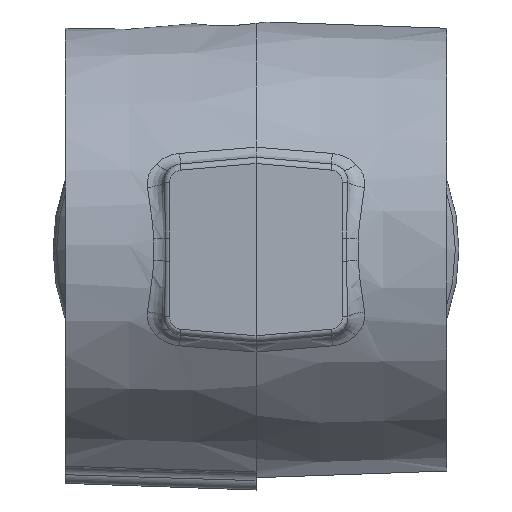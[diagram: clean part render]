
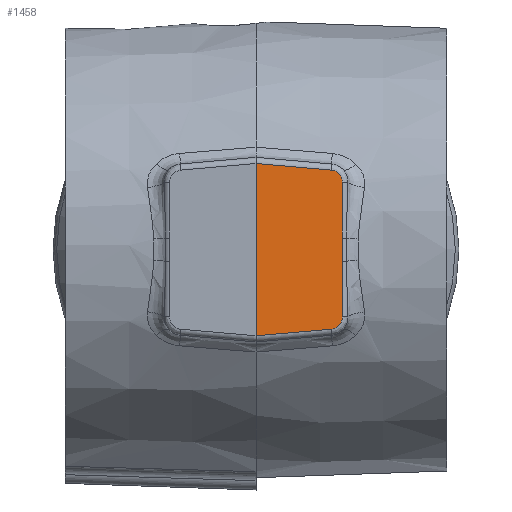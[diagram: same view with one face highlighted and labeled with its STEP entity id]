
A CAD part, left-side view. The second image highlights one B-rep face of the part: STEP entity #1458.
In plain terms, the highlighted planar face has unit normal (-0.999, -0.035, 0).
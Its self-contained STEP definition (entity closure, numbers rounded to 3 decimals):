
#282 = EDGE_CURVE ( 'NONE', #17516, #14664, #15074, .T. ) ;
#358 = EDGE_CURVE ( 'NONE', #3119, #17516, #6675, .T. ) ;
#449 = CARTESIAN_POINT ( 'NONE',  ( -38., 1.5, 0. ) ) ;
#751 = ORIENTED_EDGE ( 'NONE', *, *, #9586, .T. ) ;
#776 = CARTESIAN_POINT ( 'NONE',  ( -38., 1.5, 13.999 ) ) ;
#825 = CARTESIAN_POINT ( 'NONE',  ( -37.51, -12.535, 10.939 ) ) ;
#903 = VERTEX_POINT ( 'NONE', #4991 ) ;
#1129 = CARTESIAN_POINT ( 'NONE',  ( -37.51, -12.535, 10.939 ) ) ;
#1310 = CARTESIAN_POINT ( 'NONE',  ( -37.548, -11.44, -12.774 ) ) ;
#1311 = EDGE_CURVE ( 'NONE', #16118, #10708, #15210, .T. ) ;
#1458 = ADVANCED_FACE ( 'NONE', ( #7318 ), #7400, .T. ) ;
#2110 = ORIENTED_EDGE ( 'NONE', *, *, #8049, .T. ) ;
#2177 = CARTESIAN_POINT ( 'NONE',  ( -38., 1.5, -13.999 ) ) ;
#2595 = CARTESIAN_POINT ( 'NONE',  ( -37.513, -12.442, -11.68 ) ) ;
#2598 = CARTESIAN_POINT ( 'NONE',  ( -37.51, -12.535, 11.186 ) ) ;
#2626 = EDGE_LOOP ( 'NONE', ( #2110, #751, #9858, #10255, #12872, #9924, #2739, #3974 ) ) ;
#2666 = CARTESIAN_POINT ( 'NONE',  ( -37.51, -12.535, -7.918 ) ) ;
#2739 = ORIENTED_EDGE ( 'NONE', *, *, #358, .T. ) ;
#2742 = CARTESIAN_POINT ( 'NONE',  ( -37.574, -10.709, 12.931 ) ) ;
#3119 = VERTEX_POINT ( 'NONE', #5405 ) ;
#3974 = ORIENTED_EDGE ( 'NONE', *, *, #282, .T. ) ;
#4599 = VECTOR ( 'NONE', #7473, 1000. ) ;
#4929 = CARTESIAN_POINT ( 'NONE',  ( -38., 1.5, -13.999 ) ) ;
#4991 = CARTESIAN_POINT ( 'NONE',  ( -37.51, -12.535, -10.939 ) ) ;
#5134 = CARTESIAN_POINT ( 'NONE',  ( -37.51, -12.535, -10.939 ) ) ;
#5270 = EDGE_CURVE ( 'NONE', #16118, #3119, #9705, .T. ) ;
#5303 = DIRECTION ( 'NONE',  ( -0.035, 0.996, 0.087 ) ) ;
#5399 = CARTESIAN_POINT ( 'NONE',  ( -38., 1.5, 13.999 ) ) ;
#5405 = CARTESIAN_POINT ( 'NONE',  ( -37.574, -10.709, 12.931 ) ) ;
#5502 = EDGE_CURVE ( 'NONE', #6367, #903, #7691, .T. ) ;
#5798 = CARTESIAN_POINT ( 'NONE',  ( -37.51, -12.535, -1.877 ) ) ;
#6029 = DIRECTION ( 'NONE',  ( -0.999, -0.035, 0. ) ) ;
#6038 = VERTEX_POINT ( 'NONE', #13127 ) ;
#6367 = VERTEX_POINT ( 'NONE', #5798 ) ;
#6409 = CARTESIAN_POINT ( 'NONE',  ( -37.51, -12.535, 7.918 ) ) ;
#6579 = CARTESIAN_POINT ( 'NONE',  ( -37.51, -12.535, -1.877 ) ) ;
#6675 = LINE ( 'NONE', #2742, #11666 ) ;
#6884 = CARTESIAN_POINT ( 'NONE',  ( -37.51, -12.535, -10.939 ) ) ;
#7318 = FACE_OUTER_BOUND ( 'NONE', #2626, .T. ) ;
#7400 = PLANE ( 'NONE',  #10296 ) ;
#7473 = DIRECTION ( 'NONE',  ( 0.035, -0.996, 0.087 ) ) ;
#7691 = B_SPLINE_CURVE_WITH_KNOTS ( 'NONE', 3,
 ( #11077, #16344, #2666, #5134 ),
 .UNSPECIFIED., .F., .F.,
 ( 4, 4 ),
 ( 0., 1. ),
 .UNSPECIFIED. ) ;
#7837 = EDGE_CURVE ( 'NONE', #10708, #6367, #14829, .T. ) ;
#7839 = LINE ( 'NONE', #2177, #4599 ) ;
#8049 = EDGE_CURVE ( 'NONE', #14664, #6038, #7839, .T. ) ;
#8266 = CARTESIAN_POINT ( 'NONE',  ( -37.527, -12.044, -12.321 ) ) ;
#8462 = VECTOR ( 'NONE', #10890, 1000. ) ;
#9586 = EDGE_CURVE ( 'NONE', #6038, #903, #12600, .T. ) ;
#9705 = B_SPLINE_CURVE_WITH_KNOTS ( 'NONE', 3,
 ( #1129, #2598, #12284, #17924, #15196, #13753, #10925 ),
 .UNSPECIFIED., .F., .F.,
 ( 4, 1, 1, 1, 4 ),
 ( 0., 0.25, 0.5, 0.75, 1. ),
 .UNSPECIFIED. ) ;
#9858 = ORIENTED_EDGE ( 'NONE', *, *, #5502, .F. ) ;
#9924 = ORIENTED_EDGE ( 'NONE', *, *, #5270, .T. ) ;
#10255 = ORIENTED_EDGE ( 'NONE', *, *, #7837, .F. ) ;
#10296 = AXIS2_PLACEMENT_3D ( 'NONE', #449, #6029, #17148 ) ;
#10708 = VERTEX_POINT ( 'NONE', #16664 ) ;
#10792 = CARTESIAN_POINT ( 'NONE',  ( -37.51, -12.535, 0.626 ) ) ;
#10825 = CARTESIAN_POINT ( 'NONE',  ( -37.574, -10.709, -12.931 ) ) ;
#10890 = DIRECTION ( 'NONE',  ( 0., 0., -1. ) ) ;
#10925 = CARTESIAN_POINT ( 'NONE',  ( -37.574, -10.709, 12.931 ) ) ;
#11077 = CARTESIAN_POINT ( 'NONE',  ( -37.51, -12.535, -1.877 ) ) ;
#11666 = VECTOR ( 'NONE', #5303, 1000. ) ;
#11982 = CARTESIAN_POINT ( 'NONE',  ( -37.51, -12.535, 1.877 ) ) ;
#12162 = CARTESIAN_POINT ( 'NONE',  ( -37.51, -12.535, 4.898 ) ) ;
#12284 = CARTESIAN_POINT ( 'NONE',  ( -37.513, -12.442, 11.68 ) ) ;
#12600 = B_SPLINE_CURVE_WITH_KNOTS ( 'NONE', 3,
 ( #10825, #15105, #1310, #8266, #2595, #17828, #6884 ),
 .UNSPECIFIED., .F., .F.,
 ( 4, 1, 1, 1, 4 ),
 ( 0., 0.25, 0.5, 0.75, 1. ),
 .UNSPECIFIED. ) ;
#12872 = ORIENTED_EDGE ( 'NONE', *, *, #1311, .F. ) ;
#13127 = CARTESIAN_POINT ( 'NONE',  ( -37.574, -10.709, -12.931 ) ) ;
#13710 = CARTESIAN_POINT ( 'NONE',  ( -37.51, -12.535, -0.626 ) ) ;
#13753 = CARTESIAN_POINT ( 'NONE',  ( -37.565, -10.956, 12.91 ) ) ;
#14664 = VERTEX_POINT ( 'NONE', #4929 ) ;
#14829 = B_SPLINE_CURVE_WITH_KNOTS ( 'NONE', 3,
 ( #16597, #10792, #13710, #6579 ),
 .UNSPECIFIED., .F., .F.,
 ( 4, 4 ),
 ( 0., 1. ),
 .UNSPECIFIED. ) ;
#15074 = LINE ( 'NONE', #5399, #8462 ) ;
#15105 = CARTESIAN_POINT ( 'NONE',  ( -37.565, -10.956, -12.91 ) ) ;
#15196 = CARTESIAN_POINT ( 'NONE',  ( -37.548, -11.44, 12.774 ) ) ;
#15210 = B_SPLINE_CURVE_WITH_KNOTS ( 'NONE', 3,
 ( #825, #6409, #12162, #11982 ),
 .UNSPECIFIED., .F., .F.,
 ( 4, 4 ),
 ( 0., 1. ),
 .UNSPECIFIED. ) ;
#16118 = VERTEX_POINT ( 'NONE', #16299 ) ;
#16299 = CARTESIAN_POINT ( 'NONE',  ( -37.51, -12.535, 10.939 ) ) ;
#16344 = CARTESIAN_POINT ( 'NONE',  ( -37.51, -12.535, -4.898 ) ) ;
#16597 = CARTESIAN_POINT ( 'NONE',  ( -37.51, -12.535, 1.877 ) ) ;
#16664 = CARTESIAN_POINT ( 'NONE',  ( -37.51, -12.535, 1.877 ) ) ;
#17148 = DIRECTION ( 'NONE',  ( 0.035, -0.999, 0. ) ) ;
#17516 = VERTEX_POINT ( 'NONE', #776 ) ;
#17828 = CARTESIAN_POINT ( 'NONE',  ( -37.51, -12.535, -11.186 ) ) ;
#17924 = CARTESIAN_POINT ( 'NONE',  ( -37.527, -12.044, 12.321 ) ) ;
